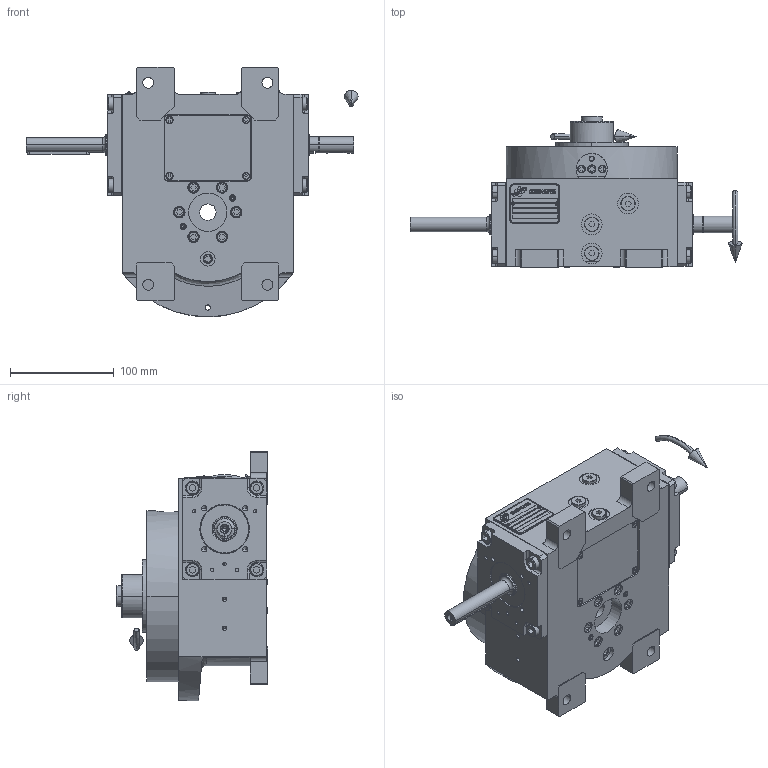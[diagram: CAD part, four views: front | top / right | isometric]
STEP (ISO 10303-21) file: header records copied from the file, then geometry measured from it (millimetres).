
FILE_DESCRIPTION (( 'STEP AP203' ), '1' );
FILE_NAME ('PC5200431.step', '2024-07-05T15:32:15', ( '' ), ( '' ), 'SwSTEP 2.0', 'SolidWorks 2020', '' );
FILE_SCHEMA (( 'CONFIG_CONTROL_DESIGN' ));
Length unit declared in the file: millimetre
Products named in the file (72): cfn2104_01_002; PC5200431; cfn2107_01_001; cfn2000_01_129; cfn2003_01_063; cfn2476_01_001_48x38; cfn2205_01_012; AS_900_38_30_003; rig04_003_10; rig04_004; AS_rig04_014; cfn2203_02_001; AS_cfn2476_01_001_48x38; cfn2115_02_213; freccia_angolare_albero; cfn2115_02_188; cfn2155_01_055; rig06_021; AS_rig04_002_bl_009; cfn2000_01_151; cfn2000_01_185; cfn2128_04_011; cfn2276_01_065; cfn2010_01_006; cfn2104_01_016; AS_rig04_004; rig04_015; AS_rig04_071_10_m; cfn2070_05_001; AS_rig04_015; freccia_angolare; cfn2155_01_007; cfn2151_01_092; cfn2000_01_147; rig04_014; cfn2128_05_006; cfn2151_01_087; cfn2151_01_162; olio_agip_blasia_150; cfn2223_01-390x6-b ...
Assembly tree (69 placements, depth 3):
  PC5200431
    rig04_001_a_s_012
    AS_cfn2476_01_001_48x38
      cfn2476_01_001_48x38
      cfn2107_01_001
      cfn2107_01_001
    AS_rig04_071_10_m
      rig04_005
      rig04_003_10
      cfn2155_01_007
      rig06_021
      cfn2010_02_002
      cfn2000_01_185
      cfn2000_01_185
      cfn2104_02_017
      cfn2000_01_147  x8
      cfn2104_01_016  x2
    AS_rig04_014
      rig04_014
      cfn2000_01_151
      cfn2000_01_151
      cfn2000_01_151
      cfn2000_01_151
      cfn2000_01_151
      cfn2000_01_151
      cfn2155_01_186
      cfn2104_01_002
      cfn2104_01_002
    AS_rig04_004
      rig04_004
      cfn2155_01_055
      cfn2070_05_001
      cfn2000_01_129  x2
      cfn2000_01_129
      cfn2000_01_129
    AS_rig04_004
      rig04_004
      cfn2155_01_055
      cfn2070_05_001
      cfn2000_01_129  x2
      cfn2000_01_129
      cfn2000_01_129
    AS_rig04_002_bl_009
      rig04_002_bl_009
      cfn2115_02_188
    cfn2128_04_011
    cfn2128_04_011
    cfn2128_04_011
    cfn2128_05_006
    AS_rig04_015
      rig04_015
      cfn2003_01_063
      cfn2003_01_063
      cfn2003_01_063
      cfn2003_01_063
    freccia_angolare_albero
    freccia_angolare
    AS_900_38_30_003
      900_38_30_003
      cfn2000_01_161
Bounding box: 320.5 x 146 x 241 mm (x, y, z)
Volume: 1358049.1 mm3; surface area: 423185.6 mm2
Topology: 74 solids, 74 shells, 2143 faces, 5189 edges, 3302 vertices
Faces by surface type: plane 1078, cylinder 671, cone 373, torus 14, sphere 6, bspline 1
Entity records: 66132 total; most frequent: CARTESIAN_POINT 12318, DIRECTION 9842, ORIENTED_EDGE 9274, EDGE_CURVE 4637, AXIS2_PLACEMENT_3D 3411, VECTOR 3020, LINE 3020, VERTEX_POINT 3014
